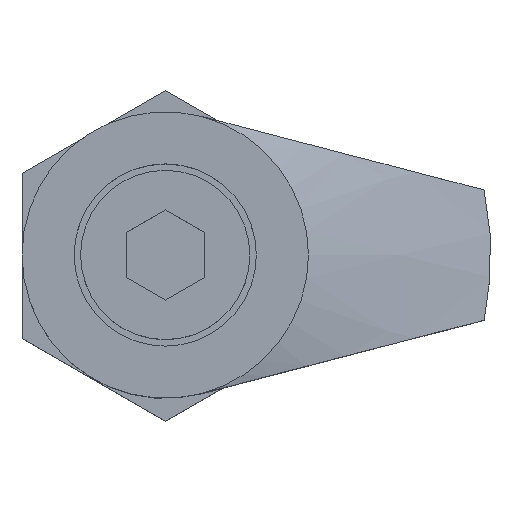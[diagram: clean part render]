
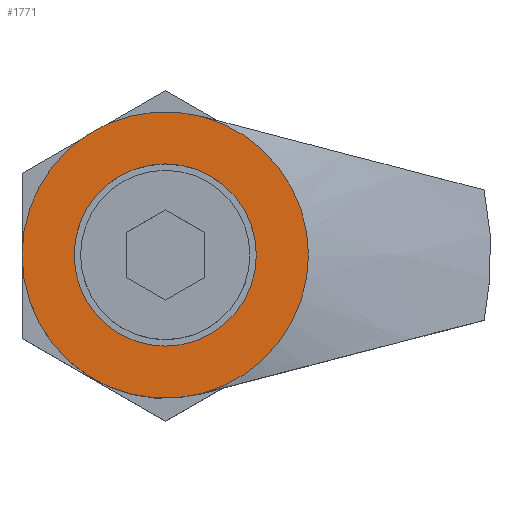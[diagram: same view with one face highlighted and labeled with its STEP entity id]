
A CAD part, top view. The second image highlights one B-rep face of the part: STEP entity #1771.
In plain terms, the highlighted planar face has unit normal (0, 0, 1).
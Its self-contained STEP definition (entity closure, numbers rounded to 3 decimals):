
#9 = FACE_OUTER_BOUND ( 'NONE', #388, .T. ) ;
#22 = EDGE_LOOP ( 'NONE', ( #68, #379 ) ) ;
#39 = DIRECTION ( 'NONE',  ( 0., 0., 1. ) ) ;
#64 = AXIS2_PLACEMENT_3D ( 'NONE', #1621, #1137, #1738 ) ;
#68 = ORIENTED_EDGE ( 'NONE', *, *, #778, .F. ) ;
#88 = CIRCLE ( 'NONE', #361, 11. ) ;
#146 = CIRCLE ( 'NONE', #1466, 7. ) ;
#195 = CARTESIAN_POINT ( 'NONE',  ( 0., 0., 40. ) ) ;
#231 = EDGE_CURVE ( 'NONE', #802, #1790, #146, .T. ) ;
#338 = DIRECTION ( 'NONE',  ( 1., 0., 0. ) ) ;
#361 = AXIS2_PLACEMENT_3D ( 'NONE', #195, #1367, #1509 ) ;
#366 = CIRCLE ( 'NONE', #1408, 11. ) ;
#379 = ORIENTED_EDGE ( 'NONE', *, *, #231, .F. ) ;
#388 = EDGE_LOOP ( 'NONE', ( #1751, #1325, #633 ) ) ;
#446 = CARTESIAN_POINT ( 'NONE',  ( 0., 0., 40. ) ) ;
#518 = VERTEX_POINT ( 'NONE', #587 ) ;
#557 = FACE_BOUND ( 'NONE', #22, .T. ) ;
#587 = CARTESIAN_POINT ( 'NONE',  ( 2.767, -10.646, 40. ) ) ;
#611 = CIRCLE ( 'NONE', #1249, 7. ) ;
#633 = ORIENTED_EDGE ( 'NONE', *, *, #1515, .T. ) ;
#636 = DIRECTION ( 'NONE',  ( 1., 0., 0. ) ) ;
#667 = DIRECTION ( 'NONE',  ( 1., 0., 0. ) ) ;
#717 = VERTEX_POINT ( 'NONE', #1234 ) ;
#759 = EDGE_CURVE ( 'NONE', #953, #717, #88, .T. ) ;
#778 = EDGE_CURVE ( 'NONE', #1790, #802, #611, .T. ) ;
#802 = VERTEX_POINT ( 'NONE', #1326 ) ;
#868 = DIRECTION ( 'NONE',  ( 0., 0., 1. ) ) ;
#930 = DIRECTION ( 'NONE',  ( 1., 0., 0. ) ) ;
#953 = VERTEX_POINT ( 'NONE', #1208 ) ;
#989 = CARTESIAN_POINT ( 'NONE',  ( 7., 0., 40. ) ) ;
#1009 = EDGE_CURVE ( 'NONE', #717, #518, #1791, .T. ) ;
#1137 = DIRECTION ( 'NONE',  ( 0., 0., 1. ) ) ;
#1201 = DIRECTION ( 'NONE',  ( 0., 0., 1. ) ) ;
#1208 = CARTESIAN_POINT ( 'NONE',  ( 2.767, 10.646, 40. ) ) ;
#1234 = CARTESIAN_POINT ( 'NONE',  ( -11., 0., 40. ) ) ;
#1249 = AXIS2_PLACEMENT_3D ( 'NONE', #1347, #39, #338 ) ;
#1325 = ORIENTED_EDGE ( 'NONE', *, *, #1009, .T. ) ;
#1326 = CARTESIAN_POINT ( 'NONE',  ( -7., 0., 40. ) ) ;
#1332 = PLANE ( 'NONE',  #64 ) ;
#1347 = CARTESIAN_POINT ( 'NONE',  ( 0., 0., 40. ) ) ;
#1360 = CARTESIAN_POINT ( 'NONE',  ( 0., 0., 40. ) ) ;
#1362 = CARTESIAN_POINT ( 'NONE',  ( 0., 0., 40. ) ) ;
#1367 = DIRECTION ( 'NONE',  ( 0., 0., 1. ) ) ;
#1408 = AXIS2_PLACEMENT_3D ( 'NONE', #1360, #868, #636 ) ;
#1466 = AXIS2_PLACEMENT_3D ( 'NONE', #1362, #1818, #667 ) ;
#1509 = DIRECTION ( 'NONE',  ( 1., 0., 0. ) ) ;
#1515 = EDGE_CURVE ( 'NONE', #518, #953, #366, .T. ) ;
#1621 = CARTESIAN_POINT ( 'NONE',  ( 0., 0., 40. ) ) ;
#1738 = DIRECTION ( 'NONE',  ( 1., 0., 0. ) ) ;
#1751 = ORIENTED_EDGE ( 'NONE', *, *, #759, .T. ) ;
#1771 = ADVANCED_FACE ( 'NONE', ( #557, #9 ), #1332, .T. ) ;
#1790 = VERTEX_POINT ( 'NONE', #989 ) ;
#1791 = CIRCLE ( 'NONE', #1870, 11. ) ;
#1818 = DIRECTION ( 'NONE',  ( 0., 0., 1. ) ) ;
#1870 = AXIS2_PLACEMENT_3D ( 'NONE', #446, #1201, #930 ) ;
